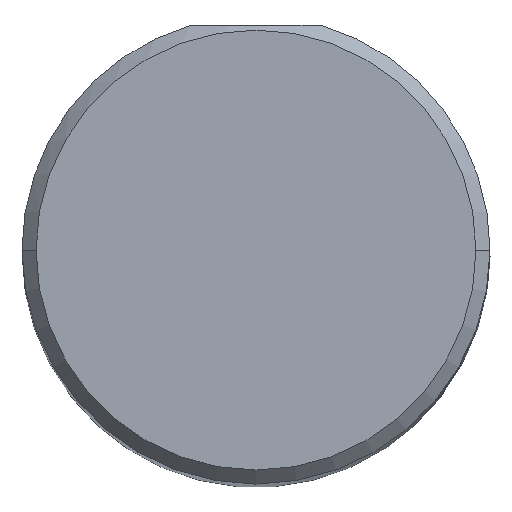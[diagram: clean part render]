
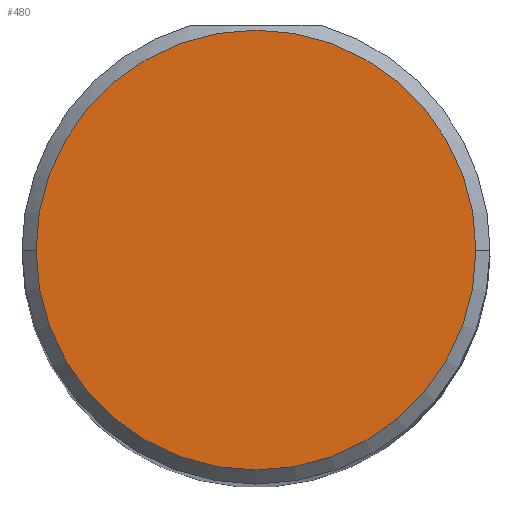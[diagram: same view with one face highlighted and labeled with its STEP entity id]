
A CAD part, top view. The second image highlights one B-rep face of the part: STEP entity #480.
In plain terms, the highlighted planar face has unit normal (0, 0, 1).
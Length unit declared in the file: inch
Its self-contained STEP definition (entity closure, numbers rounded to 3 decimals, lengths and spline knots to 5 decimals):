
#14 = VERTEX_POINT ( 'NONE', #441 ) ;
#31 = AXIS2_PLACEMENT_3D ( 'NONE', #85, #371, #38 ) ;
#38 = DIRECTION ( 'NONE',  ( 1., 0., 0. ) ) ;
#40 = FACE_OUTER_BOUND ( 'NONE', #327, .T. ) ;
#77 = DIRECTION ( 'NONE',  ( 1., 0., 0. ) ) ;
#79 = CARTESIAN_POINT ( 'NONE',  ( -0.235, 0., 4. ) ) ;
#85 = CARTESIAN_POINT ( 'NONE',  ( 0., 0., 4. ) ) ;
#91 = ORIENTED_EDGE ( 'NONE', *, *, #190, .T. ) ;
#137 = VERTEX_POINT ( 'NONE', #79 ) ;
#146 = AXIS2_PLACEMENT_3D ( 'NONE', #445, #324, #77 ) ;
#151 = CIRCLE ( 'NONE', #31, 0.235 ) ;
#159 = DIRECTION ( 'NONE',  ( 1., 0., 0. ) ) ;
#190 = EDGE_CURVE ( 'NONE', #137, #14, #151, .T. ) ;
#205 = ORIENTED_EDGE ( 'NONE', *, *, #219, .T. ) ;
#219 = EDGE_CURVE ( 'NONE', #14, #137, #247, .T. ) ;
#247 = CIRCLE ( 'NONE', #527, 0.235 ) ;
#324 = DIRECTION ( 'NONE',  ( 0., 0., 1. ) ) ;
#327 = EDGE_LOOP ( 'NONE', ( #91, #205 ) ) ;
#362 = DIRECTION ( 'NONE',  ( 0., 0., 1. ) ) ;
#371 = DIRECTION ( 'NONE',  ( 0., 0., 1. ) ) ;
#441 = CARTESIAN_POINT ( 'NONE',  ( 0.235, 0., 4. ) ) ;
#445 = CARTESIAN_POINT ( 'NONE',  ( 0., 0., 4. ) ) ;
#458 = PLANE ( 'NONE',  #146 ) ;
#480 = ADVANCED_FACE ( 'NONE', ( #40 ), #458, .T. ) ;
#523 = CARTESIAN_POINT ( 'NONE',  ( 0., 0., 4. ) ) ;
#527 = AXIS2_PLACEMENT_3D ( 'NONE', #523, #362, #159 ) ;
